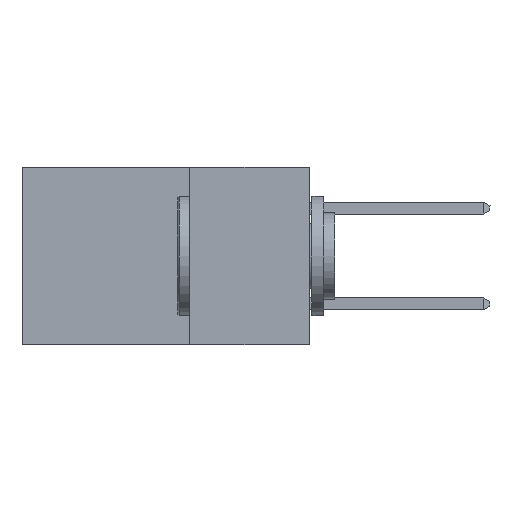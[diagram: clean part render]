
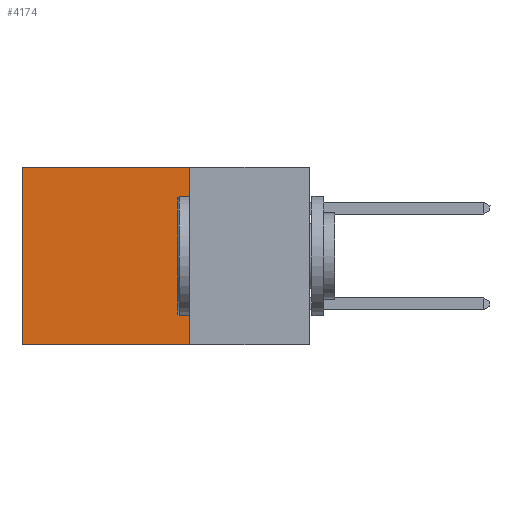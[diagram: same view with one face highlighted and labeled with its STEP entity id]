
A CAD part, left-side view. The second image highlights one B-rep face of the part: STEP entity #4174.
In plain terms, the highlighted planar face has unit normal (-1, 0, 0).
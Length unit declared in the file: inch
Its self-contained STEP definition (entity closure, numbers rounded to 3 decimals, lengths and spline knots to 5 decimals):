
#55 = DIRECTION ( 'NONE',  ( 0., 0., -1. ) ) ;
#527 = EDGE_CURVE ( 'NONE', #8533, #12216, #6355, .T. ) ;
#1223 = CARTESIAN_POINT ( 'NONE',  ( 0.2875, 0.6, -0.37 ) ) ;
#1355 = EDGE_CURVE ( 'NONE', #3238, #8533, #10529, .T. ) ;
#2158 = CARTESIAN_POINT ( 'NONE',  ( 0.2875, 0.25, 0. ) ) ;
#3038 = EDGE_CURVE ( 'NONE', #13755, #12216, #4847, .T. ) ;
#3238 = VERTEX_POINT ( 'NONE', #2158 ) ;
#3917 = AXIS2_PLACEMENT_3D ( 'NONE', #14908, #14802, #14763 ) ;
#4031 = DIRECTION ( 'NONE',  ( 0., 0., -1. ) ) ;
#4091 = CARTESIAN_POINT ( 'NONE',  ( 0.2875, 0.25, 0. ) ) ;
#4174 = ADVANCED_FACE ( 'NONE', ( #9352 ), #14810, .F. ) ;
#4324 = ORIENTED_EDGE ( 'NONE', *, *, #1355, .T. ) ;
#4754 = CARTESIAN_POINT ( 'NONE',  ( 0.2875, 0.25, -0.37 ) ) ;
#4838 = DIRECTION ( 'NONE',  ( 0., 1., 0. ) ) ;
#4847 = LINE ( 'NONE', #4754, #11308 ) ;
#6239 = ORIENTED_EDGE ( 'NONE', *, *, #3038, .F. ) ;
#6355 = LINE ( 'NONE', #10639, #9007 ) ;
#7175 = VECTOR ( 'NONE', #14083, 39.37008 ) ;
#7991 = VECTOR ( 'NONE', #4031, 39.37008 ) ;
#8392 = LINE ( 'NONE', #4091, #7991 ) ;
#8533 = VERTEX_POINT ( 'NONE', #11344 ) ;
#9007 = VECTOR ( 'NONE', #55, 39.37008 ) ;
#9352 = FACE_OUTER_BOUND ( 'NONE', #16358, .T. ) ;
#9704 = ORIENTED_EDGE ( 'NONE', *, *, #12823, .F. ) ;
#10529 = LINE ( 'NONE', #13968, #7175 ) ;
#10639 = CARTESIAN_POINT ( 'NONE',  ( 0.2875, 0.6, 0. ) ) ;
#11308 = VECTOR ( 'NONE', #4838, 39.37008 ) ;
#11344 = CARTESIAN_POINT ( 'NONE',  ( 0.2875, 0.6, 0. ) ) ;
#11802 = ORIENTED_EDGE ( 'NONE', *, *, #527, .T. ) ;
#12216 = VERTEX_POINT ( 'NONE', #1223 ) ;
#12823 = EDGE_CURVE ( 'NONE', #3238, #13755, #8392, .T. ) ;
#13755 = VERTEX_POINT ( 'NONE', #16125 ) ;
#13968 = CARTESIAN_POINT ( 'NONE',  ( 0.2875, 0.25, 0. ) ) ;
#14083 = DIRECTION ( 'NONE',  ( 0., 1., 0. ) ) ;
#14763 = DIRECTION ( 'NONE',  ( 0., 0., -1. ) ) ;
#14802 = DIRECTION ( 'NONE',  ( 1., 0., 0. ) ) ;
#14810 = PLANE ( 'NONE',  #3917 ) ;
#14908 = CARTESIAN_POINT ( 'NONE',  ( 0.2875, 0.25, 0. ) ) ;
#16125 = CARTESIAN_POINT ( 'NONE',  ( 0.2875, 0.25, -0.37 ) ) ;
#16358 = EDGE_LOOP ( 'NONE', ( #11802, #6239, #9704, #4324 ) ) ;
